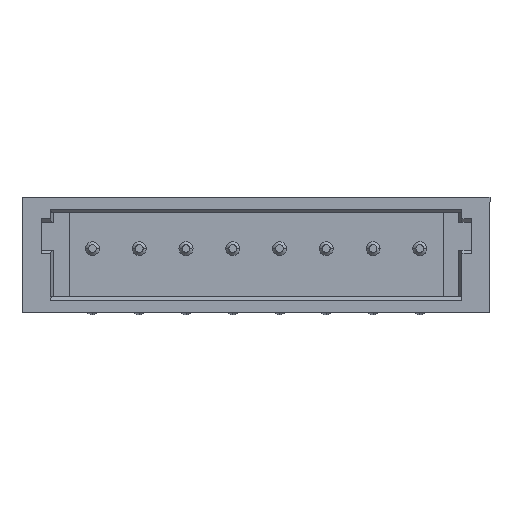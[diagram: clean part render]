
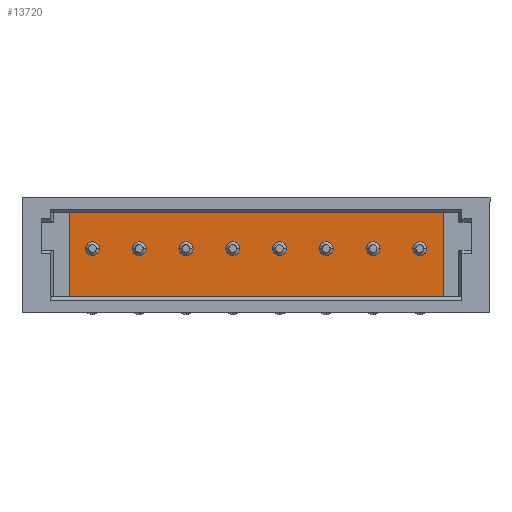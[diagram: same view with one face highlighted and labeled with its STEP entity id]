
A CAD part, front view. The second image highlights one B-rep face of the part: STEP entity #13720.
In plain terms, the highlighted planar face has unit normal (0, -1, 0).
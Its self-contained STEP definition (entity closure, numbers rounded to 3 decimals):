
#1051 = ORIENTED_EDGE ( 'NONE', *, *, #23067, .F. ) ;
#2727 = EDGE_LOOP ( 'NONE', ( #13770, #12839, #22805, #1051 ) ) ;
#3256 = VERTEX_POINT ( 'NONE', #11175 ) ;
#3574 = DIRECTION ( 'NONE',  ( -1., 0., 0. ) ) ;
#4064 = DIRECTION ( 'NONE',  ( -1., 0., 0. ) ) ;
#4933 = DIRECTION ( 'NONE',  ( 0., 1., 0. ) ) ;
#5595 = VERTEX_POINT ( 'NONE', #12259 ) ;
#5641 = VECTOR ( 'NONE', #6906, 1000. ) ;
#5959 = EDGE_CURVE ( 'NONE', #5595, #3256, #16251, .T. ) ;
#6786 = AXIS2_PLACEMENT_3D ( 'NONE', #8476, #4933, #15673 ) ;
#6906 = DIRECTION ( 'NONE',  ( 0., 0., -1. ) ) ;
#6980 = EDGE_CURVE ( 'NONE', #3256, #14249, #15619, .T. ) ;
#7024 = LINE ( 'NONE', #21030, #13396 ) ;
#7025 = CARTESIAN_POINT ( 'NONE',  ( -1.5, -0.187, 3.288 ) ) ;
#8363 = FACE_OUTER_BOUND ( 'NONE', #2727, .T. ) ;
#8476 = CARTESIAN_POINT ( 'NONE',  ( 3., -0.187, 3.288 ) ) ;
#11175 = CARTESIAN_POINT ( 'NONE',  ( -1.5, -0.187, 4.638 ) ) ;
#12259 = CARTESIAN_POINT ( 'NONE',  ( 10.5, -0.187, 4.637 ) ) ;
#12839 = ORIENTED_EDGE ( 'NONE', *, *, #6980, .T. ) ;
#13396 = VECTOR ( 'NONE', #3574, 1000. ) ;
#13570 = VECTOR ( 'NONE', #20042, 1000. ) ;
#13720 = ADVANCED_FACE ( 'NONE', ( #8363 ), #17469, .F. ) ;
#13770 = ORIENTED_EDGE ( 'NONE', *, *, #5959, .T. ) ;
#14059 = CARTESIAN_POINT ( 'NONE',  ( -1.5, -0.188, 1.938 ) ) ;
#14249 = VERTEX_POINT ( 'NONE', #14059 ) ;
#14637 = CARTESIAN_POINT ( 'NONE',  ( 10.5, -0.187, 3.287 ) ) ;
#15619 = LINE ( 'NONE', #7025, #5641 ) ;
#15673 = DIRECTION ( 'NONE',  ( 0., 0., -1. ) ) ;
#16234 = VECTOR ( 'NONE', #4064, 1000. ) ;
#16251 = LINE ( 'NONE', #21962, #16234 ) ;
#17469 = PLANE ( 'NONE',  #6786 ) ;
#18474 = LINE ( 'NONE', #14637, #13570 ) ;
#20042 = DIRECTION ( 'NONE',  ( 0., 0., -1. ) ) ;
#20200 = CARTESIAN_POINT ( 'NONE',  ( 10.5, -0.188, 1.937 ) ) ;
#20458 = EDGE_CURVE ( 'NONE', #21653, #14249, #7024, .T. ) ;
#21030 = CARTESIAN_POINT ( 'NONE',  ( 3., -0.188, 1.938 ) ) ;
#21653 = VERTEX_POINT ( 'NONE', #20200 ) ;
#21962 = CARTESIAN_POINT ( 'NONE',  ( 3., -0.187, 4.638 ) ) ;
#22805 = ORIENTED_EDGE ( 'NONE', *, *, #20458, .F. ) ;
#23067 = EDGE_CURVE ( 'NONE', #5595, #21653, #18474, .T. ) ;
